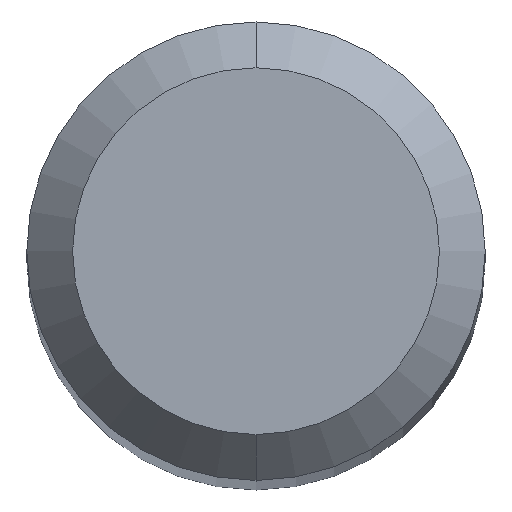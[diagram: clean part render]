
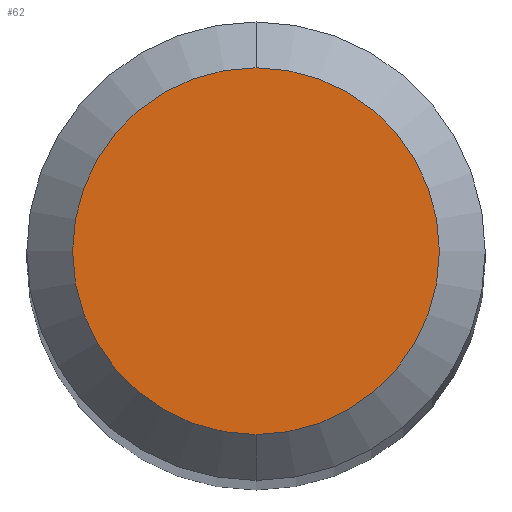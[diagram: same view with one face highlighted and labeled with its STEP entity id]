
A CAD part, top view. The second image highlights one B-rep face of the part: STEP entity #62.
In plain terms, the highlighted planar face has unit normal (0, 0, 1).
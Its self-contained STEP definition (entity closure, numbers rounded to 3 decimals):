
#33 = DIRECTION ( 'NONE',  ( 0., 0., -1. ) ) ;
#42 = CIRCLE ( 'NONE', #49, 5.08 ) ;
#49 = AXIS2_PLACEMENT_3D ( 'NONE', #195, #157, #175 ) ;
#62 = ADVANCED_FACE ( 'NONE', ( #83 ), #191, .F. ) ;
#64 = CARTESIAN_POINT ( 'NONE',  ( 0., 0., 0. ) ) ;
#71 = AXIS2_PLACEMENT_3D ( 'NONE', #64, #182, #166 ) ;
#83 = FACE_OUTER_BOUND ( 'NONE', #179, .T. ) ;
#111 = VERTEX_POINT ( 'NONE', #204 ) ;
#124 = EDGE_CURVE ( 'NONE', #183, #111, #210, .T. ) ;
#127 = ORIENTED_EDGE ( 'NONE', *, *, #192, .T. ) ;
#147 = ORIENTED_EDGE ( 'NONE', *, *, #124, .T. ) ;
#157 = DIRECTION ( 'NONE',  ( 0., 0., 1. ) ) ;
#160 = DIRECTION ( 'NONE',  ( 0., 1., 0. ) ) ;
#166 = DIRECTION ( 'NONE',  ( 0., 1., 0. ) ) ;
#171 = CARTESIAN_POINT ( 'NONE',  ( 0., 6.35, 0. ) ) ;
#174 = CARTESIAN_POINT ( 'NONE',  ( 0., 5.08, 0. ) ) ;
#175 = DIRECTION ( 'NONE',  ( 0., 1., 0. ) ) ;
#179 = EDGE_LOOP ( 'NONE', ( #147, #127 ) ) ;
#182 = DIRECTION ( 'NONE',  ( 0., 0., 1. ) ) ;
#183 = VERTEX_POINT ( 'NONE', #174 ) ;
#189 = AXIS2_PLACEMENT_3D ( 'NONE', #171, #33, #160 ) ;
#191 = PLANE ( 'NONE',  #189 ) ;
#192 = EDGE_CURVE ( 'NONE', #111, #183, #42, .T. ) ;
#195 = CARTESIAN_POINT ( 'NONE',  ( 0., 0., 0. ) ) ;
#204 = CARTESIAN_POINT ( 'NONE',  ( 0., -5.08, 0. ) ) ;
#210 = CIRCLE ( 'NONE', #71, 5.08 ) ;
